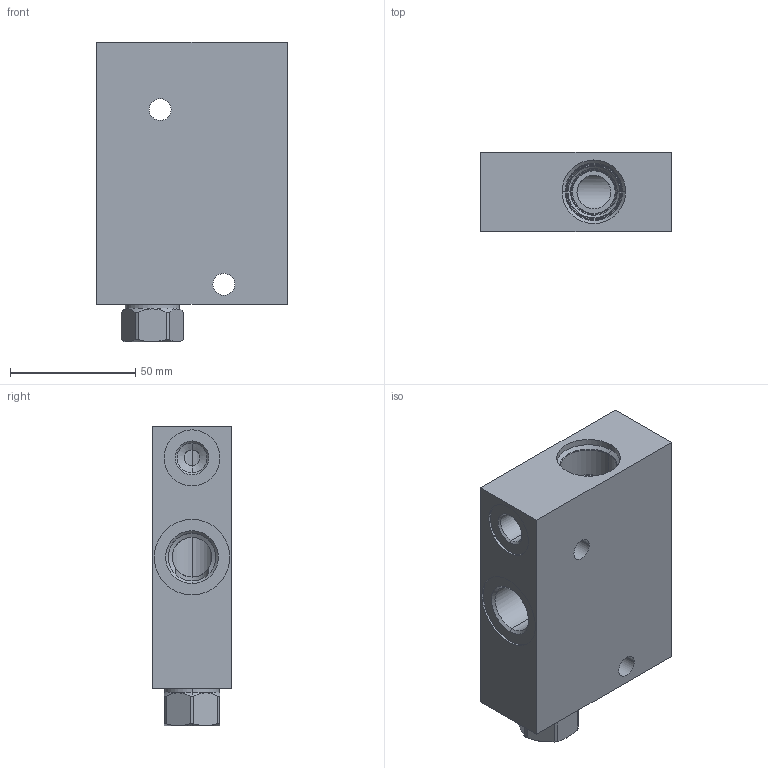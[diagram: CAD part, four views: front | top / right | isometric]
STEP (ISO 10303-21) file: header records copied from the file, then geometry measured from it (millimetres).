
FILE_DESCRIPTION((''),'2;1');
FILE_NAME('M4V_ASM','2019-09-12T',('ProEService'),(''),'PRO/ENGINEER BY PARAMETRIC TECHNOLOGY CORPORATION, 2014200','PRO/ENGINEER BY PARAMETRIC TECHNOLOGY CORPORATION, 2014200','');
FILE_SCHEMA(('CONFIG_CONTROL_DESIGN'));
Length unit declared in the file: inch
Products named in the file (3): 151-915-009; CXCDXCN; M4V_ASM
Assembly tree (2 placements, depth 2):
  M4V_ASM
    151-915-009
    CXCDXCN
Bounding box: 76.2 x 31.75 x 119.86 mm (x, y, z)
Volume: 201181.7 mm3; surface area: 46900.8 mm2
Topology: 4 solids, 4 shells, 275 faces, 888 edges, 724 vertices
Faces by surface type: cylinder 118, cone 63, plane 54, torus 28, revolution 8, sphere 4
Entity records: 11368 total; most frequent: CARTESIAN_POINT 3602, DIRECTION 1666, ORIENTED_EDGE 1298, EDGE_CURVE 649, AXIS2_PLACEMENT_3D 596, VECTOR 466, LINE 466, VERTEX_POINT 394
